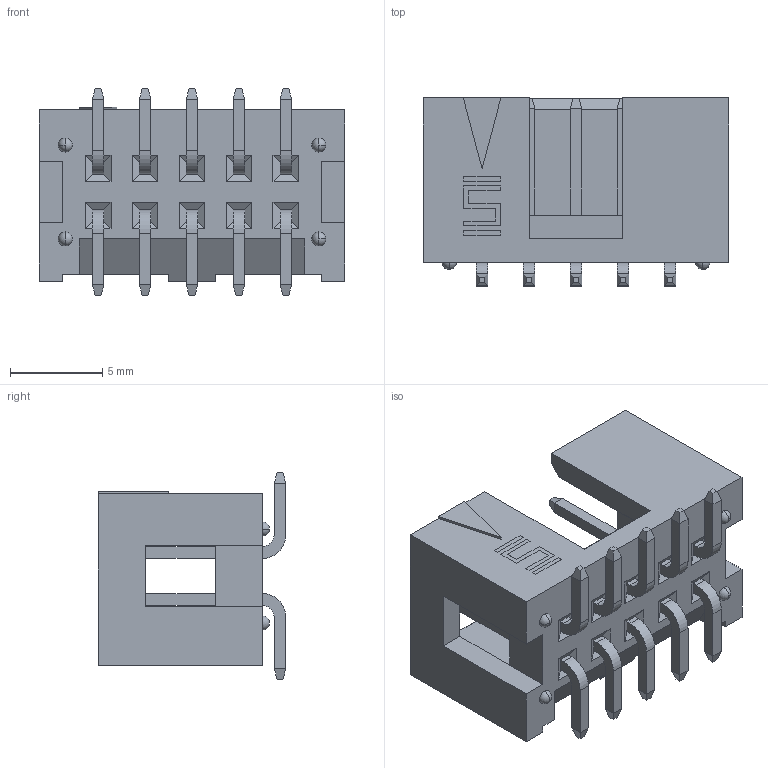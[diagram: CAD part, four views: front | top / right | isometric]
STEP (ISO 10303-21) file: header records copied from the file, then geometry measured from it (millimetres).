
FILE_DESCRIPTION (( 'STEP AP203' ), '1' );
FILE_NAME ('HTSS-105-01-X-DV.step', '2013-06-07T09:11:49', ( 'emmac' ), ( 'SAMTEC' ), 'SwSTEP 2.0', 'SolidWorks 2012', '' );
FILE_SCHEMA (( 'CONFIG_CONTROL_DESIGN' ));
Length unit declared in the file: inch
Products named in the file (1): HTSS-105-01-X-DV
Bounding box: 16.51 x 10.16 x 11.18 mm (x, y, z)
Surface area: 1284.9 mm2 (no closed solid volume)
Topology: 0 solids, 13 shells, 279 faces, 762 edges, 495 vertices
Faces by surface type: plane 248, cylinder 20, sphere 11
Entity records: 8564 total; most frequent: CARTESIAN_POINT 1524, ORIENTED_EDGE 1380, DIRECTION 1371, EDGE_CURVE 750, VECTOR 689, LINE 689, VERTEX_POINT 494, AXIS2_PLACEMENT_3D 341
